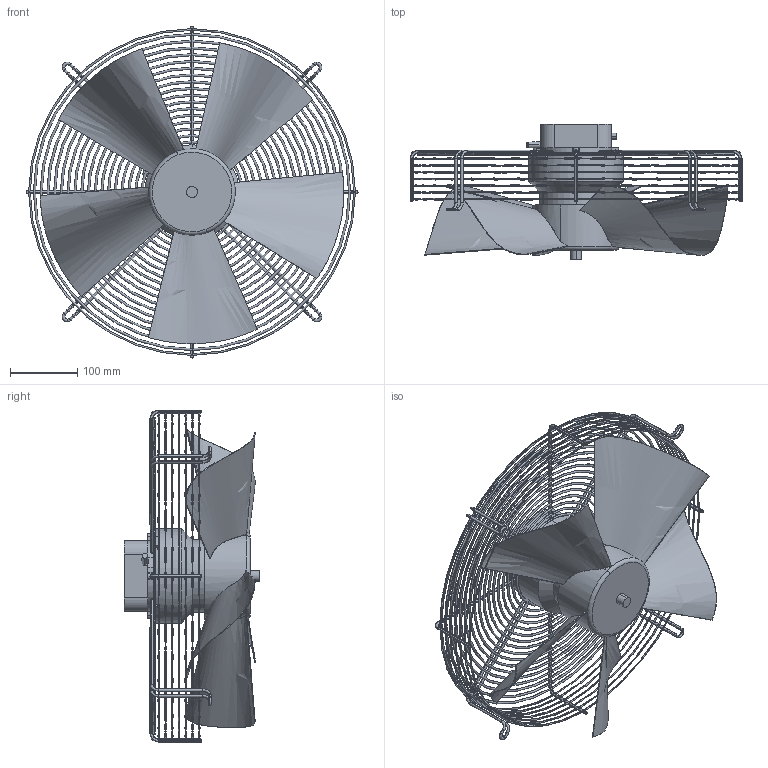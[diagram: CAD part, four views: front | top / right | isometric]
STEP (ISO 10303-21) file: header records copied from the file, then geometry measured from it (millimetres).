
FILE_DESCRIPTION((''),'2;1');
FILE_NAME('119-8254_ASM','2023-04-04T08:29:36',('U375483'),('DANFOSS COMMERCIAL COMPRESSOR'),'CREO PARAMETRIC BY PTC INC, 2022124','CREO PARAMETRIC BY PTC INC, 2022124','');
FILE_SCHEMA(('CONFIG_CONTROL_DESIGN'));
Length unit declared in the file: millimetre
Products named in the file (31): BOSS-EXTRUDE12B; BOSS-EXTRUDE8; 119-8254_FAN_MOTOR_ASM; REVOLVE1_1B; CIRPATTERN7_2_B; REVOLVE1_10_B; REVOLVE1_7_B; REVOLVE1_9_B; REVOLVE1_3_B; REVOLVE1_12_B; CIRPATTERN8_3_B; CIRPATTERN8_1_B; CIRPATTERN7_1_B; SWEEP1-221179B; REVOLVE1_8_B; SWEEP3B; REVOLVE1_14_B; CIRPATTERN9B; CIRPATTERN7_3_B; REVOLVE1_5_B; REVOLVE1_4_B; REVOLVE1_13_B; REVOLVE1_11_B; REVOLVE1_15_B; REVOLVE1_6_B; REVOLVE1_2_B; REVOLVE1_16_B; CIRPATTERN8_2_B; 119-8254_FAN_GRILL_ASM; 119-8254_FAN_BLADE; 119-8254_ASM
Assembly tree (30 placements, depth 3):
  119-8254_ASM
    119-8254_FAN_MOTOR_ASM
      BOSS-EXTRUDE12B
      BOSS-EXTRUDE8
    119-8254_FAN_GRILL_ASM
      REVOLVE1_1B
      CIRPATTERN7_2_B
      REVOLVE1_10_B
      REVOLVE1_7_B
      REVOLVE1_9_B
      REVOLVE1_3_B
      REVOLVE1_12_B
      CIRPATTERN8_3_B
      CIRPATTERN8_1_B
      CIRPATTERN7_1_B
      SWEEP1-221179B
      REVOLVE1_8_B
      SWEEP3B
      REVOLVE1_14_B
      CIRPATTERN9B
      CIRPATTERN7_3_B
      REVOLVE1_5_B
      REVOLVE1_4_B
      REVOLVE1_13_B
      REVOLVE1_11_B
      REVOLVE1_15_B
      REVOLVE1_6_B
      REVOLVE1_2_B
      REVOLVE1_16_B
      CIRPATTERN8_2_B
    119-8254_FAN_BLADE
Bounding box: 492 x 200.5 x 492 mm (x, y, z)
Volume: 2676540.5 mm3; surface area: 674976.2 mm2
Topology: 28 solids, 28 shells, 382 faces, 1067 edges, 660 vertices
Faces by surface type: torus 162, cylinder 113, plane 73, bspline 30, cone 4
Entity records: 16378 total; most frequent: CARTESIAN_POINT 5680, DIRECTION 2371, ORIENTED_EDGE 2134, EDGE_CURVE 1067, AXIS2_PLACEMENT_3D 1060, VERTEX_POINT 660, CIRCLE 620, EDGE_LOOP 393
